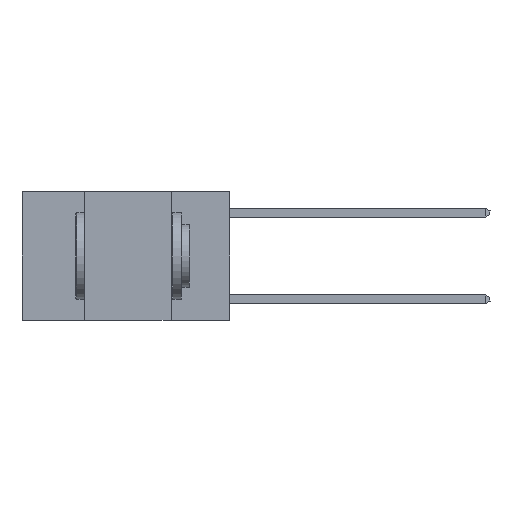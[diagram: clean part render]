
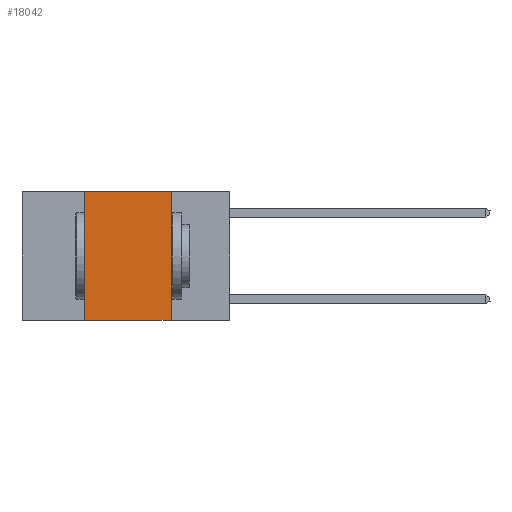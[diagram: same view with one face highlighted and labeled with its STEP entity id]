
A CAD part, left-side view. The second image highlights one B-rep face of the part: STEP entity #18042.
In plain terms, the highlighted planar face has unit normal (-1, 0, 0).
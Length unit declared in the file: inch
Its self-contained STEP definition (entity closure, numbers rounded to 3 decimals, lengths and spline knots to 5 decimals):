
#392 = CARTESIAN_POINT ( 'NONE',  ( 0., 0.6, 0. ) ) ;
#567 = ORIENTED_EDGE ( 'NONE', *, *, #5105, .F. ) ;
#1728 = CARTESIAN_POINT ( 'NONE',  ( 0., 0.42, -0.37 ) ) ;
#2354 = VECTOR ( 'NONE', #7844, 39.37008 ) ;
#2586 = CARTESIAN_POINT ( 'NONE',  ( 0., 0.42, 0. ) ) ;
#5105 = EDGE_CURVE ( 'NONE', #15412, #25261, #31882, .T. ) ;
#7442 = EDGE_CURVE ( 'NONE', #25261, #12539, #15490, .T. ) ;
#7844 = DIRECTION ( 'NONE',  ( 0., 0., -1. ) ) ;
#10720 = CARTESIAN_POINT ( 'NONE',  ( 0., 0.17, 0. ) ) ;
#10868 = VECTOR ( 'NONE', #32173, 39.37008 ) ;
#11170 = FACE_OUTER_BOUND ( 'NONE', #25711, .T. ) ;
#12539 = VERTEX_POINT ( 'NONE', #10720 ) ;
#13938 = DIRECTION ( 'NONE',  ( 0., 0., -1. ) ) ;
#14042 = VERTEX_POINT ( 'NONE', #22022 ) ;
#14283 = ORIENTED_EDGE ( 'NONE', *, *, #7442, .F. ) ;
#15368 = AXIS2_PLACEMENT_3D ( 'NONE', #16235, #18509, #13938 ) ;
#15412 = VERTEX_POINT ( 'NONE', #1728 ) ;
#15490 = LINE ( 'NONE', #392, #28813 ) ;
#15723 = LINE ( 'NONE', #30235, #2354 ) ;
#16235 = CARTESIAN_POINT ( 'NONE',  ( 0., 0.6, 0. ) ) ;
#17625 = ORIENTED_EDGE ( 'NONE', *, *, #21992, .T. ) ;
#18042 = ADVANCED_FACE ( 'NONE', ( #11170 ), #28637, .F. ) ;
#18509 = DIRECTION ( 'NONE',  ( 1., 0., 0. ) ) ;
#19470 = CARTESIAN_POINT ( 'NONE',  ( 0., 0.6, -0.37 ) ) ;
#19563 = EDGE_CURVE ( 'NONE', #12539, #14042, #15723, .T. ) ;
#20220 = DIRECTION ( 'NONE',  ( 0., -1., 0. ) ) ;
#21773 = DIRECTION ( 'NONE',  ( 0., 0., 1. ) ) ;
#21898 = VECTOR ( 'NONE', #21773, 39.37008 ) ;
#21992 = EDGE_CURVE ( 'NONE', #15412, #14042, #29743, .T. ) ;
#22022 = CARTESIAN_POINT ( 'NONE',  ( 0., 0.17, -0.37 ) ) ;
#25261 = VERTEX_POINT ( 'NONE', #2586 ) ;
#25711 = EDGE_LOOP ( 'NONE', ( #31008, #14283, #567, #17625 ) ) ;
#27490 = CARTESIAN_POINT ( 'NONE',  ( 0., 0.42, 0. ) ) ;
#28637 = PLANE ( 'NONE',  #15368 ) ;
#28813 = VECTOR ( 'NONE', #20220, 39.37008 ) ;
#29743 = LINE ( 'NONE', #19470, #10868 ) ;
#30235 = CARTESIAN_POINT ( 'NONE',  ( 0., 0.17, 0. ) ) ;
#31008 = ORIENTED_EDGE ( 'NONE', *, *, #19563, .F. ) ;
#31882 = LINE ( 'NONE', #27490, #21898 ) ;
#32173 = DIRECTION ( 'NONE',  ( 0., -1., 0. ) ) ;
